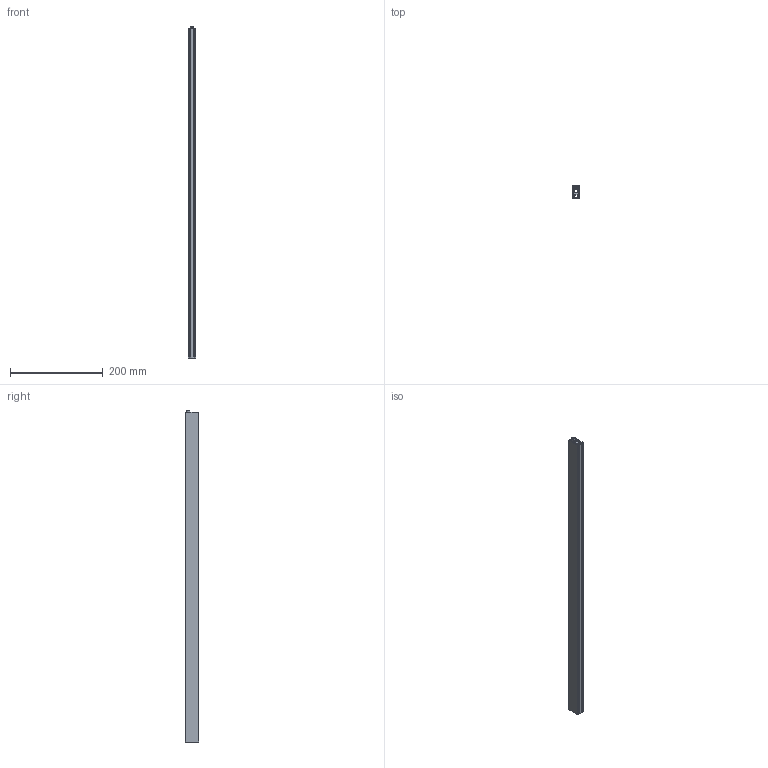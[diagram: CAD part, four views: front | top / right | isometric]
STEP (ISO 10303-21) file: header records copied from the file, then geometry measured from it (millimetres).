
FILE_DESCRIPTION (( 'STEP AP203' ), '1' );
FILE_NAME ('KGU709.STEP', '2025-03-05T12:25:25', ( '' ), ( '' ), 'SwSTEP 2.0', 'SolidWorks 2023', '' );
FILE_SCHEMA (( 'CONFIG_CONTROL_DESIGN' ));
Length unit declared in the file: millimetre
Products named in the file (5): Innengeometrie_13; KGU709; Betätigungsteil_1; Schutzprofil_KG U_709; Aussengehäuse_13
Assembly tree (4 placements, depth 2):
  KGU709
    Schutzprofil_KG U_709
    Aussengehäuse_13
    Betätigungsteil_1
    Innengeometrie_13
Bounding box: 16.5 x 28 x 714.29 mm (x, y, z)
Volume: 195661.4 mm3; surface area: 294874.1 mm2
Topology: 21 solids, 21 shells, 670 faces, 1878 edges, 1252 vertices
Faces by surface type: plane 341, bspline 291, cylinder 38
Entity records: 35741 total; most frequent: CARTESIAN_POINT 19796, ORIENTED_EDGE 3756, DIRECTION 2127, EDGE_CURVE 1878, VERTEX_POINT 1252, LINE 1217, VECTOR 1217, EDGE_LOOP 752
